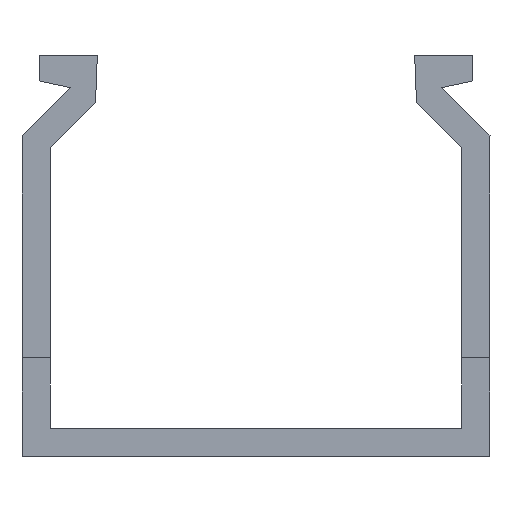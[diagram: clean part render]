
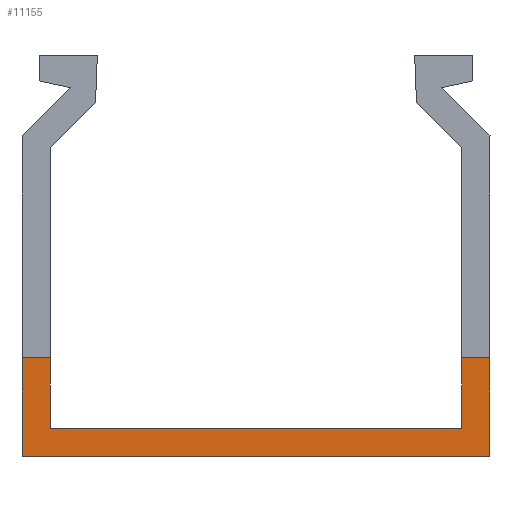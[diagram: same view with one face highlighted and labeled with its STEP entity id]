
A CAD part, front view. The second image highlights one B-rep face of the part: STEP entity #11155.
In plain terms, the highlighted planar face has unit normal (0, -1, 0).
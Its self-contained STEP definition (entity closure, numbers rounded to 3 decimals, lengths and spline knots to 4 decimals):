
#896 = EDGE_LOOP ( 'NONE', ( #37478, #37479, #37480, #37481, #37482, #37483, #37484, #37485 ) ) ;
#1289 = VERTEX_POINT ( 'NONE', #38112 ) ;
#1290 = VERTEX_POINT ( 'NONE', #38113 ) ;
#1291 = VERTEX_POINT ( 'NONE', #38114 ) ;
#1292 = VERTEX_POINT ( 'NONE', #38115 ) ;
#1295 = VERTEX_POINT ( 'NONE', #38118 ) ;
#1296 = VERTEX_POINT ( 'NONE', #38119 ) ;
#1409 = VERTEX_POINT ( 'NONE', #38232 ) ;
#1413 = VERTEX_POINT ( 'NONE', #38236 ) ;
#11155 = ADVANCED_FACE ( 'NONE', ( #14913 ), #17322, .F. ) ;
#14913 = FACE_OUTER_BOUND ( 'NONE', #896, .T. ) ;
#16733 = AXIS2_PLACEMENT_3D ( 'NONE', #17315, #17324, #17325 ) ;
#17315 = CARTESIAN_POINT ( 'NONE',  ( 0.8107, 0., 0.105 ) ) ;
#17322 = PLANE ( 'NONE',  #16733 ) ;
#17324 = DIRECTION ( 'NONE',  ( 0., 1., 0. ) ) ;
#17325 = DIRECTION ( 'NONE',  ( 0., 0., 1. ) ) ;
#31734 = LINE ( 'NONE', #33158, #31741 ) ;
#31741 = VECTOR ( 'NONE', #33170, 39.3701 ) ;
#31744 = LINE ( 'NONE', #33175, #31747 ) ;
#31746 = LINE ( 'NONE', #33168, #31753 ) ;
#31747 = VECTOR ( 'NONE', #33176, 39.3701 ) ;
#31753 = VECTOR ( 'NONE', #33181, 39.3701 ) ;
#31756 = LINE ( 'NONE', #38669, #31759 ) ;
#31759 = VECTOR ( 'NONE', #38670, 39.3701 ) ;
#31814 = LINE ( 'NONE', #38764, #31817 ) ;
#31817 = VECTOR ( 'NONE', #38766, 39.3701 ) ;
#33158 = CARTESIAN_POINT ( 'NONE',  ( 0.77, 0., 0.105 ) ) ;
#33168 = CARTESIAN_POINT ( 'NONE',  ( -0.875, 0., 0.3696 ) ) ;
#33170 = DIRECTION ( 'NONE',  ( 0., 0., 1. ) ) ;
#33175 = CARTESIAN_POINT ( 'NONE',  ( 0.77, 0., 0.3696 ) ) ;
#33176 = DIRECTION ( 'NONE',  ( 1., 0., 0. ) ) ;
#33181 = DIRECTION ( 'NONE',  ( 1., 0., 0. ) ) ;
#37478 = ORIENTED_EDGE ( 'NONE', *, *, #44016, .F. ) ;
#37479 = ORIENTED_EDGE ( 'NONE', *, *, #44172, .F. ) ;
#37480 = ORIENTED_EDGE ( 'NONE', *, *, #44173, .T. ) ;
#37481 = ORIENTED_EDGE ( 'NONE', *, *, #44167, .F. ) ;
#37482 = ORIENTED_EDGE ( 'NONE', *, *, #44013, .F. ) ;
#37483 = ORIENTED_EDGE ( 'NONE', *, *, #44010, .F. ) ;
#37484 = ORIENTED_EDGE ( 'NONE', *, *, #44057, .F. ) ;
#37485 = ORIENTED_EDGE ( 'NONE', *, *, #44019, .F. ) ;
#38112 = CARTESIAN_POINT ( 'NONE',  ( -0.875, 0., 0.3696 ) ) ;
#38113 = CARTESIAN_POINT ( 'NONE',  ( -0.77, 0., 0.3696 ) ) ;
#38114 = CARTESIAN_POINT ( 'NONE',  ( 0.875, 0., 0.3696 ) ) ;
#38115 = CARTESIAN_POINT ( 'NONE',  ( -0.77, 0., 0.105 ) ) ;
#38118 = CARTESIAN_POINT ( 'NONE',  ( 0.77, 0., 0.105 ) ) ;
#38119 = CARTESIAN_POINT ( 'NONE',  ( 0.77, 0., 0.3696 ) ) ;
#38232 = CARTESIAN_POINT ( 'NONE',  ( 0.875, 0., 0. ) ) ;
#38236 = CARTESIAN_POINT ( 'NONE',  ( -0.875, 0., 0. ) ) ;
#38669 = CARTESIAN_POINT ( 'NONE',  ( -0.77, 0., 0.105 ) ) ;
#38670 = DIRECTION ( 'NONE',  ( 0., 0., -1. ) ) ;
#38764 = CARTESIAN_POINT ( 'NONE',  ( 0.8107, 0., 0.105 ) ) ;
#38766 = DIRECTION ( 'NONE',  ( 1., 0., 0. ) ) ;
#39015 = CARTESIAN_POINT ( 'NONE',  ( -0.875, 0., 0. ) ) ;
#39021 = CARTESIAN_POINT ( 'NONE',  ( 0.875, 0., 0. ) ) ;
#39022 = DIRECTION ( 'NONE',  ( 0., 0., -1. ) ) ;
#39032 = DIRECTION ( 'NONE',  ( 0., 0., 1. ) ) ;
#39033 = CARTESIAN_POINT ( 'NONE',  ( 0.875, 0., 0. ) ) ;
#39034 = DIRECTION ( 'NONE',  ( 1., 0., 0. ) ) ;
#39613 = LINE ( 'NONE', #39015, #39627 ) ;
#39614 = LINE ( 'NONE', #39021, #39617 ) ;
#39617 = VECTOR ( 'NONE', #39022, 39.3701 ) ;
#39626 = LINE ( 'NONE', #39033, #39629 ) ;
#39627 = VECTOR ( 'NONE', #39032, 39.3701 ) ;
#39629 = VECTOR ( 'NONE', #39034, 39.3701 ) ;
#44010 = EDGE_CURVE ( 'NONE', #1295, #1296, #31734, .T. ) ;
#44013 = EDGE_CURVE ( 'NONE', #1296, #1291, #31744, .T. ) ;
#44016 = EDGE_CURVE ( 'NONE', #1289, #1290, #31746, .T. ) ;
#44019 = EDGE_CURVE ( 'NONE', #1290, #1292, #31756, .T. ) ;
#44057 = EDGE_CURVE ( 'NONE', #1292, #1295, #31814, .T. ) ;
#44167 = EDGE_CURVE ( 'NONE', #1291, #1409, #39614, .T. ) ;
#44172 = EDGE_CURVE ( 'NONE', #1413, #1289, #39613, .T. ) ;
#44173 = EDGE_CURVE ( 'NONE', #1413, #1409, #39626, .T. ) ;
